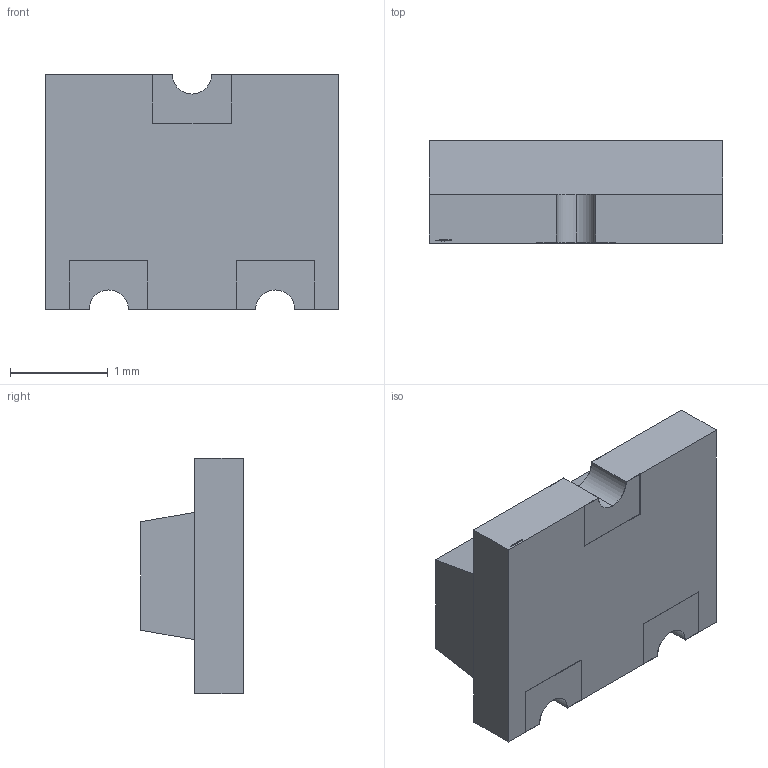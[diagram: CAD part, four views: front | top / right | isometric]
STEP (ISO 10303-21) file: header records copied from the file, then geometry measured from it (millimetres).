
FILE_DESCRIPTION (( 'STEP AP214' ), '1' );
FILE_NAME ('AP23.STEP', '2008-09-02T21:27:11', ( '' ), ( '' ), 'SwSTEP 2.0', 'SolidWorks 2008', '' );
FILE_SCHEMA (( 'AUTOMOTIVE_DESIGN' ));
Length unit declared in the file: millimetre
Products named in the file (1): AP23
Bounding box: 3 x 1.05 x 2.4 mm (x, y, z)
Volume: 5.5 mm3; surface area: 35.8 mm2
Topology: 8 solids, 8 shells, 365 faces, 963 edges, 642 vertices
Faces by surface type: plane 236, bspline 116, cylinder 13
Entity records: 20740 total; most frequent: CARTESIAN_POINT 8359, ORIENTED_EDGE 1926, DIRECTION 1257, EDGE_CURVE 963, VECTOR 705, LINE 705, VERTEX_POINT 642, EDGE_LOOP 393
